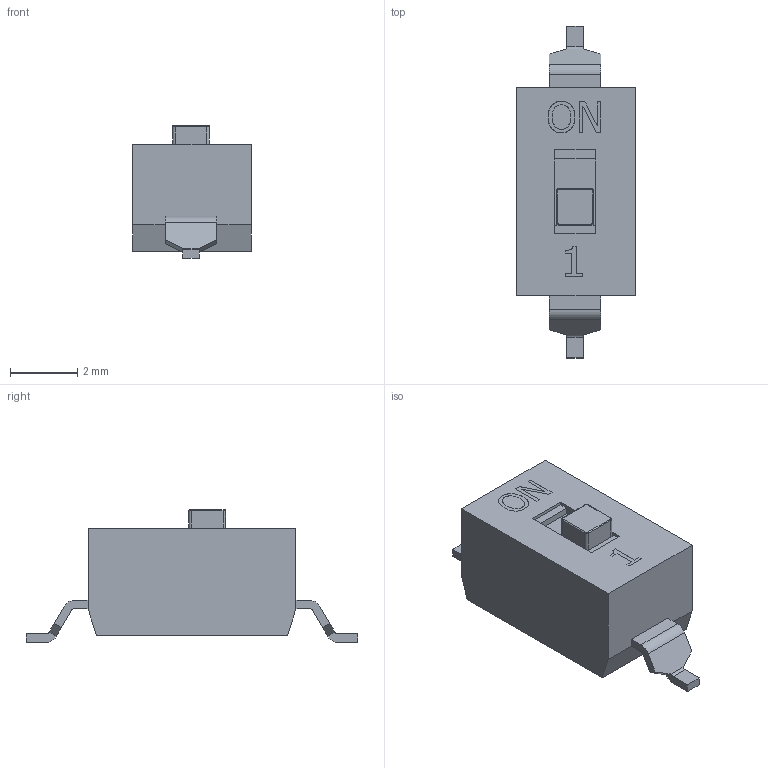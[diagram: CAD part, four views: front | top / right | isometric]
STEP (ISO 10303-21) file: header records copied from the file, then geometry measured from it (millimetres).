
FILE_DESCRIPTION(/* description */ (''),/* implementation_level */ '2;1');
FILE_NAME(/* name */ 'KAG01LGGx.stp',/* time_stamp */ '2024-04-24T11:09:58-05:00',/* author */ ('mroman'),/* organization */ (''),/* preprocessor_version */ 'ST-DEVELOPER v18.1',/* originating_system */ 'Autodesk Inventor 2022',/* authorisation */ '');
FILE_SCHEMA (('AUTOMOTIVE_DESIGN { 1 0 10303 214 3 1 1 }'));
Length unit declared in the file: millimetre
Products named in the file (1): KAG01LGGx
Bounding box: 3.54 x 9.9 x 3.95 mm (x, y, z)
Volume: 71.1 mm3; surface area: 122.3 mm2
Topology: 1 solids, 1 shells, 108 faces, 281 edges, 180 vertices
Faces by surface type: plane 73, cylinder 16, bspline 15, torus 4
Entity records: 3422 total; most frequent: CARTESIAN_POINT 811, ORIENTED_EDGE 562, DIRECTION 475, EDGE_CURVE 281, LINE 215, VECTOR 215, VERTEX_POINT 180, AXIS2_PLACEMENT_3D 130
